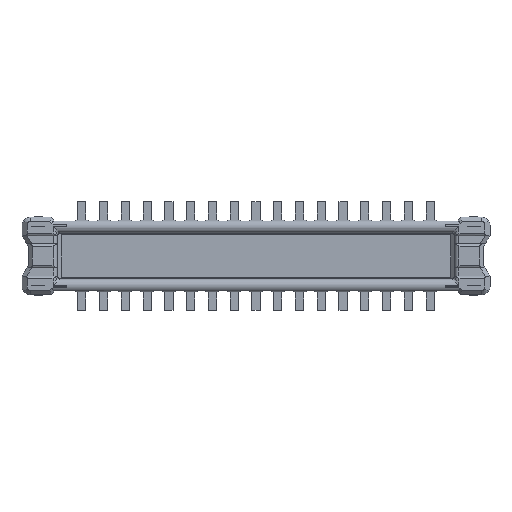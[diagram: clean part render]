
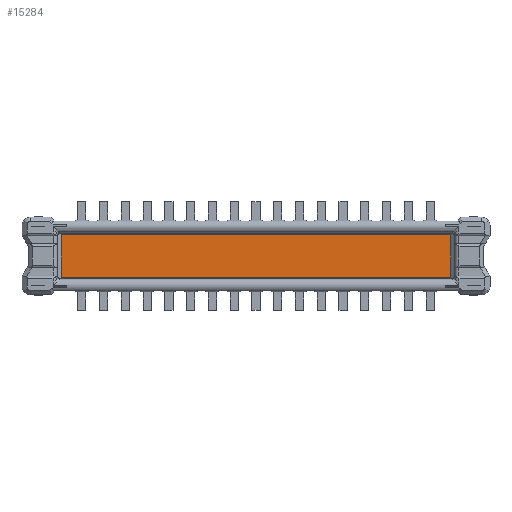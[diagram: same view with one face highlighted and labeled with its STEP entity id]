
A CAD part, top view. The second image highlights one B-rep face of the part: STEP entity #15284.
In plain terms, the highlighted planar face has unit normal (0, 0, 1).
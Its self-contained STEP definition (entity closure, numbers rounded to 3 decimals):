
#15284 = ADVANCED_FACE('',(#15285),#15299,.F.);
#15285 = FACE_BOUND('',#15286,.T.);
#15286 = EDGE_LOOP('',(#15287,#15322,#15350,#15378));
#15287 = ORIENTED_EDGE('',*,*,#15288,.T.);
#15288 = EDGE_CURVE('',#15289,#15291,#15293,.T.);
#15289 = VERTEX_POINT('',#15290);
#15290 = CARTESIAN_POINT('',(3.58,-0.39,0.14));
#15291 = VERTEX_POINT('',#15292);
#15292 = CARTESIAN_POINT('',(3.58,0.39,0.14));
#15293 = SURFACE_CURVE('',#15294,(#15298,#15310),.PCURVE_S1.);
#15294 = LINE('',#15295,#15296);
#15295 = CARTESIAN_POINT('',(3.58,0.,0.14));
#15296 = VECTOR('',#15297,1.);
#15297 = DIRECTION('',(0.,1.,0.));
#15298 = PCURVE('',#15299,#15304);
#15299 = PLANE('',#15300);
#15300 = AXIS2_PLACEMENT_3D('',#15301,#15302,#15303);
#15301 = CARTESIAN_POINT('',(2.516,0.,0.14));
#15302 = DIRECTION('',(0.,0.,-1.));
#15303 = DIRECTION('',(0.,1.,0.));
#15304 = DEFINITIONAL_REPRESENTATION('',(#15305),#15309);
#15305 = LINE('',#15306,#15307);
#15306 = CARTESIAN_POINT('',(0.,1.064));
#15307 = VECTOR('',#15308,1.);
#15308 = DIRECTION('',(1.,0.));
#15309 = ( GEOMETRIC_REPRESENTATION_CONTEXT(2) 
PARAMETRIC_REPRESENTATION_CONTEXT() REPRESENTATION_CONTEXT('2D SPACE',''
  ) );
#15310 = PCURVE('',#15311,#15316);
#15311 = PLANE('',#15312);
#15312 = AXIS2_PLACEMENT_3D('',#15313,#15314,#15315);
#15313 = CARTESIAN_POINT('',(3.65,-0.71,0.21));
#15314 = DIRECTION('',(-0.707,0.,
    0.707));
#15315 = DIRECTION('',(0.707,0.,0.707)
  );
#15316 = DEFINITIONAL_REPRESENTATION('',(#15317),#15321);
#15317 = LINE('',#15318,#15319);
#15318 = CARTESIAN_POINT('',(-0.099,0.71));
#15319 = VECTOR('',#15320,1.);
#15320 = DIRECTION('',(0.,1.));
#15321 = ( GEOMETRIC_REPRESENTATION_CONTEXT(2) 
PARAMETRIC_REPRESENTATION_CONTEXT() REPRESENTATION_CONTEXT('2D SPACE',''
  ) );
#15322 = ORIENTED_EDGE('',*,*,#15323,.F.);
#15323 = EDGE_CURVE('',#15324,#15291,#15326,.T.);
#15324 = VERTEX_POINT('',#15325);
#15325 = CARTESIAN_POINT('',(-3.58,0.39,0.14));
#15326 = SURFACE_CURVE('',#15327,(#15331,#15338),.PCURVE_S1.);
#15327 = LINE('',#15328,#15329);
#15328 = CARTESIAN_POINT('',(2.516,0.39,0.14));
#15329 = VECTOR('',#15330,1.);
#15330 = DIRECTION('',(1.,0.,0.));
#15331 = PCURVE('',#15299,#15332);
#15332 = DEFINITIONAL_REPRESENTATION('',(#15333),#15337);
#15333 = LINE('',#15334,#15335);
#15334 = CARTESIAN_POINT('',(0.39,0.));
#15335 = VECTOR('',#15336,1.);
#15336 = DIRECTION('',(0.,1.));
#15337 = ( GEOMETRIC_REPRESENTATION_CONTEXT(2) 
PARAMETRIC_REPRESENTATION_CONTEXT() REPRESENTATION_CONTEXT('2D SPACE',''
  ) );
#15338 = PCURVE('',#15339,#15344);
#15339 = CYLINDRICAL_SURFACE('',#15340,0.03);
#15340 = AXIS2_PLACEMENT_3D('',#15341,#15342,#15343);
#15341 = CARTESIAN_POINT('',(2.516,0.39,0.17));
#15342 = DIRECTION('',(1.,0.,0.));
#15343 = DIRECTION('',(0.,-1.,0.));
#15344 = DEFINITIONAL_REPRESENTATION('',(#15345),#15349);
#15345 = LINE('',#15346,#15347);
#15346 = CARTESIAN_POINT('',(1.571,0.));
#15347 = VECTOR('',#15348,1.);
#15348 = DIRECTION('',(0.,1.));
#15349 = ( GEOMETRIC_REPRESENTATION_CONTEXT(2) 
PARAMETRIC_REPRESENTATION_CONTEXT() REPRESENTATION_CONTEXT('2D SPACE',''
  ) );
#15350 = ORIENTED_EDGE('',*,*,#15351,.F.);
#15351 = EDGE_CURVE('',#15352,#15324,#15354,.T.);
#15352 = VERTEX_POINT('',#15353);
#15353 = CARTESIAN_POINT('',(-3.58,-0.39,0.14));
#15354 = SURFACE_CURVE('',#15355,(#15359,#15366),.PCURVE_S1.);
#15355 = LINE('',#15356,#15357);
#15356 = CARTESIAN_POINT('',(-3.58,0.,0.14));
#15357 = VECTOR('',#15358,1.);
#15358 = DIRECTION('',(0.,1.,0.));
#15359 = PCURVE('',#15299,#15360);
#15360 = DEFINITIONAL_REPRESENTATION('',(#15361),#15365);
#15361 = LINE('',#15362,#15363);
#15362 = CARTESIAN_POINT('',(0.,-6.096));
#15363 = VECTOR('',#15364,1.);
#15364 = DIRECTION('',(1.,0.));
#15365 = ( GEOMETRIC_REPRESENTATION_CONTEXT(2) 
PARAMETRIC_REPRESENTATION_CONTEXT() REPRESENTATION_CONTEXT('2D SPACE',''
  ) );
#15366 = PCURVE('',#15367,#15372);
#15367 = PLANE('',#15368);
#15368 = AXIS2_PLACEMENT_3D('',#15369,#15370,#15371);
#15369 = CARTESIAN_POINT('',(-3.65,-0.71,0.21));
#15370 = DIRECTION('',(0.707,0.,0.707)
  );
#15371 = DIRECTION('',(-0.707,0.,0.707
    ));
#15372 = DEFINITIONAL_REPRESENTATION('',(#15373),#15377);
#15373 = LINE('',#15374,#15375);
#15374 = CARTESIAN_POINT('',(-0.099,-0.71));
#15375 = VECTOR('',#15376,1.);
#15376 = DIRECTION('',(0.,-1.));
#15377 = ( GEOMETRIC_REPRESENTATION_CONTEXT(2) 
PARAMETRIC_REPRESENTATION_CONTEXT() REPRESENTATION_CONTEXT('2D SPACE',''
  ) );
#15378 = ORIENTED_EDGE('',*,*,#15379,.T.);
#15379 = EDGE_CURVE('',#15352,#15289,#15380,.T.);
#15380 = SURFACE_CURVE('',#15381,(#15385,#15392),.PCURVE_S1.);
#15381 = LINE('',#15382,#15383);
#15382 = CARTESIAN_POINT('',(2.516,-0.39,0.14));
#15383 = VECTOR('',#15384,1.);
#15384 = DIRECTION('',(1.,0.,0.));
#15385 = PCURVE('',#15299,#15386);
#15386 = DEFINITIONAL_REPRESENTATION('',(#15387),#15391);
#15387 = LINE('',#15388,#15389);
#15388 = CARTESIAN_POINT('',(-0.39,0.));
#15389 = VECTOR('',#15390,1.);
#15390 = DIRECTION('',(0.,1.));
#15391 = ( GEOMETRIC_REPRESENTATION_CONTEXT(2) 
PARAMETRIC_REPRESENTATION_CONTEXT() REPRESENTATION_CONTEXT('2D SPACE',''
  ) );
#15392 = PCURVE('',#15393,#15398);
#15393 = CYLINDRICAL_SURFACE('',#15394,0.03);
#15394 = AXIS2_PLACEMENT_3D('',#15395,#15396,#15397);
#15395 = CARTESIAN_POINT('',(2.516,-0.39,0.17));
#15396 = DIRECTION('',(1.,0.,0.));
#15397 = DIRECTION('',(0.,1.,0.));
#15398 = DEFINITIONAL_REPRESENTATION('',(#15399),#15403);
#15399 = LINE('',#15400,#15401);
#15400 = CARTESIAN_POINT('',(4.712,0.));
#15401 = VECTOR('',#15402,1.);
#15402 = DIRECTION('',(0.,1.));
#15403 = ( GEOMETRIC_REPRESENTATION_CONTEXT(2) 
PARAMETRIC_REPRESENTATION_CONTEXT() REPRESENTATION_CONTEXT('2D SPACE',''
  ) );
